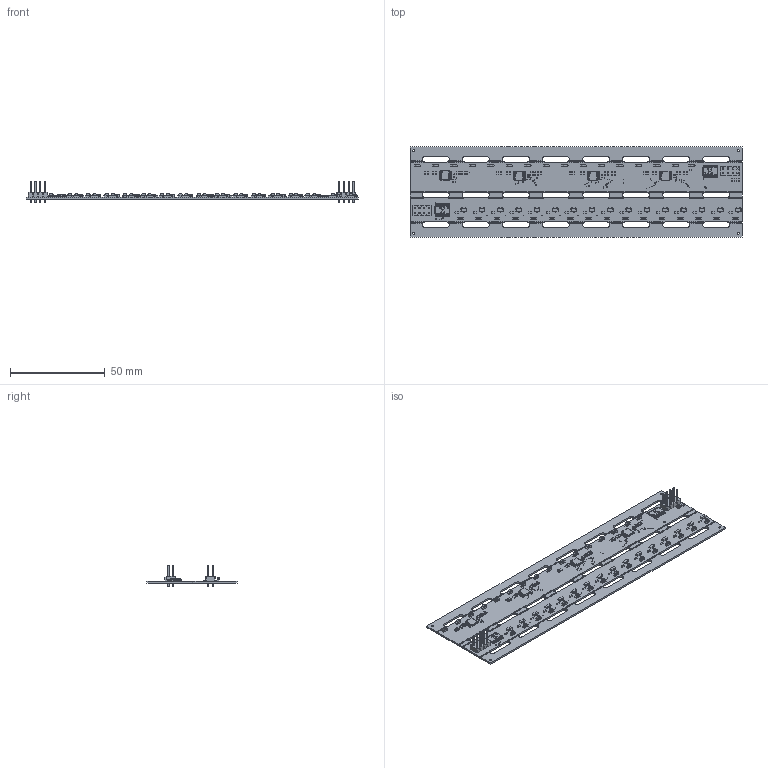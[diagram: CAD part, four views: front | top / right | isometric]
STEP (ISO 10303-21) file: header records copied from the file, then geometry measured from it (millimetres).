
FILE_DESCRIPTION(('KiCad electronic assembly'),'2;1');
FILE_NAME('scale-infrared-digitiser.step','2025-11-05T13:40:36',( 'Pcbnew'),('Kicad'),'Open CASCADE STEP processor 7.9', 'KiCad to STEP converter','Unknown');
FILE_SCHEMA(('AUTOMOTIVE_DESIGN { 1 0 10303 214 1 1 1 1 }'));
Length unit declared in the file: millimetre
Products named in the file (20): scale-infrared-digitiser 1; VEMD10940FX01; C_0603_1608Metric; SOT-23; VSMB10940; 1^Vishay_-_VSMB10940.step; 2^Vishay_-_VSMB10940.step; 3^Vishay_-_VSMB10940.step; 4.step; 5^Vishay_-_VSMB10940.step; R_0603_1608Metric; PinHeader_2x04_P2.54mm_Vertical; LM324PT; Body; PinsArrayLR; 74HC4067PW,118; SOT355-1 Lower Mold body; SOT355-1 Lead; SOT355-1 Upper Mold body; scale-infrared-digitiser_PCB
Assembly tree (122 placements, depth 3):
  scale-infrared-digitiser 1
    VEMD10940FX01  x16
    C_0603_1608Metric  x21
    SOT-23  x16
    VSMB10940  x16
      1^Vishay_-_VSMB10940.step
      2^Vishay_-_VSMB10940.step
      3^Vishay_-_VSMB10940.step
      4.step
      5^Vishay_-_VSMB10940.step
    R_0603_1608Metric  x34
    PinHeader_2x04_P2.54mm_Vertical  x2
    LM324PT  x4
      Body
      PinsArrayLR
    74HC4067PW,118  x2
      SOT355-1 Lower Mold body
      SOT355-1 Lead
      SOT355-1 Upper Mold body
    scale-infrared-digitiser_PCB
Bounding box: 175 x 47.5 x 11.54 mm (x, y, z)
Volume: 7303.1 mm3; surface area: 19299.7 mm2
Topology: 442 solids, 442 shells, 7808 faces, 19302 edges, 12464 vertices
Faces by surface type: plane 5062, cylinder 2422, bspline 272, torus 36, sphere 16
Full cylindrical faces by diameter (mm): 0.3 x159, 0.55 x4, 0.6 x266, 1 x16, 1.152 x4
Entity records: 66179 total; most frequent: CARTESIAN_POINT 10313, DIRECTION 10304, ORIENTED_EDGE 9566, EDGE_CURVE 4783, AXIS2_PLACEMENT_3D 3708, VERTEX_POINT 3077, LINE 2888, VECTOR 2888
